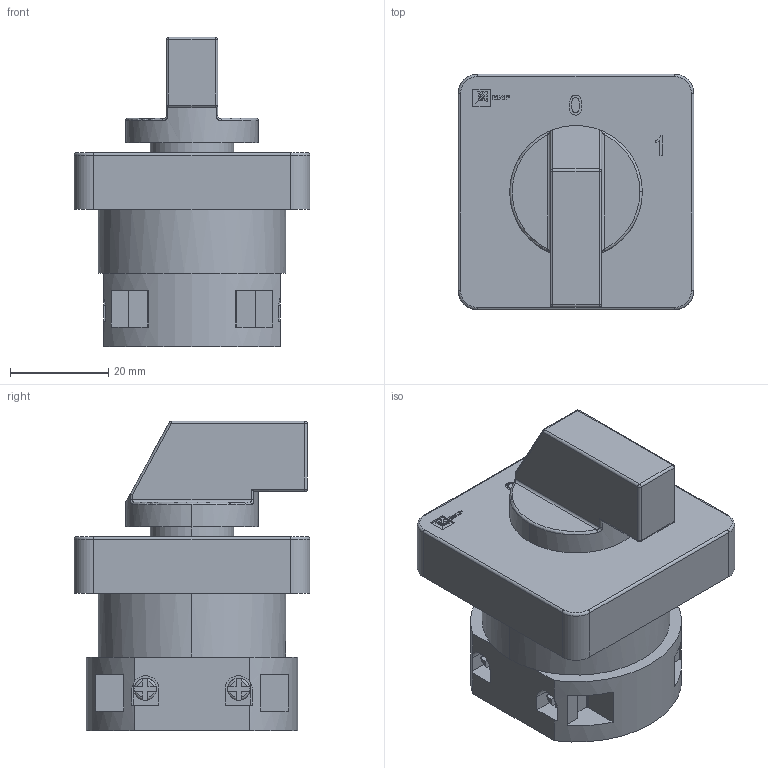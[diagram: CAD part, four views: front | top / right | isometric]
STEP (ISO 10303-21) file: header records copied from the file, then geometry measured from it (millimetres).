
FILE_DESCRIPTION (( 'STEP AP203' ), '1' );
FILE_NAME ('ﾏﾊ-1-31 10ﾀ 1ﾐ (pk-1-31-10).STEP', '2018-09-04T06:47:44', ( '' ), ( '' ), 'SwSTEP 2.0', 'SolidWorks 2017', '' );
FILE_SCHEMA (( 'CONFIG_CONTROL_DESIGN' ));
Length unit declared in the file: millimetre
Products named in the file (1): ﾏﾊ-1-31 10ﾀ 1ﾐ (pk-1-31-10)
Bounding box: 48 x 48 x 63 mm (x, y, z)
Volume: 68337.9 mm3; surface area: 14679 mm2
Topology: 1 solids, 1 shells, 322 faces, 860 edges, 555 vertices
Faces by surface type: plane 192, cylinder 67, bspline 34, torus 23, sphere 6
Entity records: 11502 total; most frequent: CARTESIAN_POINT 3551, ORIENTED_EDGE 1712, DIRECTION 1526, EDGE_CURVE 856, VERTEX_POINT 555, LINE 538, VECTOR 538, AXIS2_PLACEMENT_3D 494
